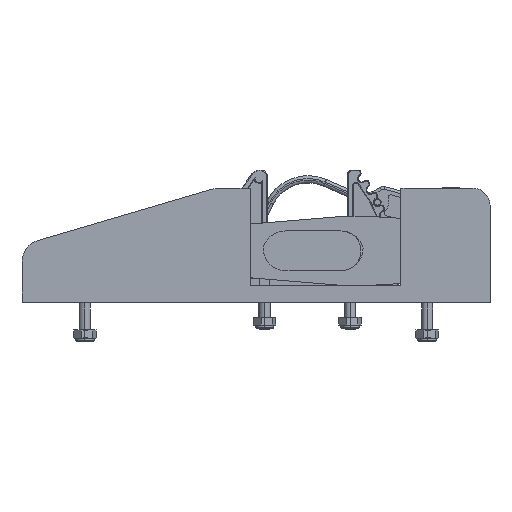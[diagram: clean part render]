
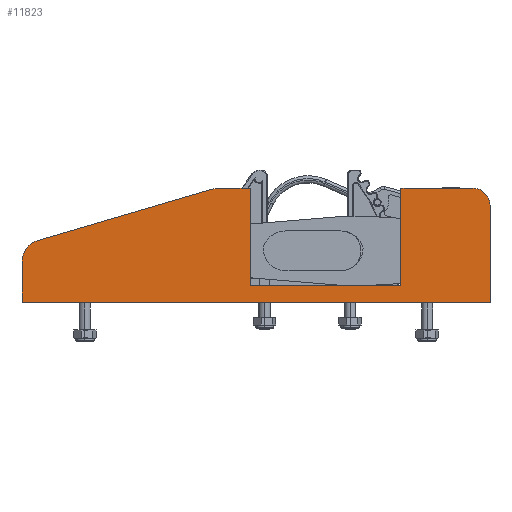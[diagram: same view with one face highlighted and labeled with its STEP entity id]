
A CAD part, front view. The second image highlights one B-rep face of the part: STEP entity #11823.
In plain terms, the highlighted face is planar.
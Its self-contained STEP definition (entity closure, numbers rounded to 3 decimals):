
#1443 = LINE ( 'NONE', #42315, #1446 ) ;
#1446 = VECTOR ( 'NONE', #42319, 39.37 ) ;
#1512 = LINE ( 'NONE', #42499, #1521 ) ;
#1521 = VECTOR ( 'NONE', #42501, 39.37 ) ;
#1577 = LINE ( 'NONE', #42953, #1580 ) ;
#1578 = VECTOR ( 'NONE', #42993, 39.37 ) ;
#1580 = VECTOR ( 'NONE', #42955, 39.37 ) ;
#1585 = LINE ( 'NONE', #42991, #1578 ) ;
#1605 = VECTOR ( 'NONE', #43050, 39.37 ) ;
#1607 = LINE ( 'NONE', #43048, #1605 ) ;
#1619 = LINE ( 'NONE', #43064, #1623 ) ;
#1622 = LINE ( 'NONE', #43079, #1625 ) ;
#1623 = VECTOR ( 'NONE', #43066, 39.37 ) ;
#1624 = CIRCLE ( 'NONE', #38676, 0.5 ) ;
#1625 = VECTOR ( 'NONE', #43080, 39.37 ) ;
#1626 = CIRCLE ( 'NONE', #38669, 0.375 ) ;
#1627 = LINE ( 'NONE', #43069, #1628 ) ;
#1628 = VECTOR ( 'NONE', #43071, 39.37 ) ;
#1629 = CIRCLE ( 'NONE', #38678, 0.5 ) ;
#1630 = LINE ( 'NONE', #43084, #1631 ) ;
#1631 = VECTOR ( 'NONE', #43086, 39.37 ) ;
#1759 = EDGE_LOOP ( 'NONE', ( #22469, #22470, #22471, #22472, #22473, #22474, #22475, #22476, #22477, #22478, #22479, #22480 ) ) ;
#7712 = VERTEX_POINT ( 'NONE', #39624 ) ;
#7713 = VERTEX_POINT ( 'NONE', #39625 ) ;
#11823 = ADVANCED_FACE ( 'NONE', ( #22884 ), #16835, .T. ) ;
#13064 = AXIS2_PLACEMENT_3D ( 'NONE', #16830, #16840, #16841 ) ;
#15549 = EDGE_CURVE ( 'NONE', #7712, #7713, #1443, .T. ) ;
#15596 = EDGE_CURVE ( 'NONE', #18853, #18932, #1512, .T. ) ;
#15632 = EDGE_CURVE ( 'NONE', #37278, #37311, #1577, .T. ) ;
#15640 = EDGE_CURVE ( 'NONE', #37311, #18932, #1585, .T. ) ;
#15652 = EDGE_CURVE ( 'NONE', #37400, #37342, #1607, .T. ) ;
#15653 = EDGE_CURVE ( 'NONE', #18853, #37376, #1624, .T. ) ;
#15654 = EDGE_CURVE ( 'NONE', #37402, #7713, #1626, .T. ) ;
#15655 = EDGE_CURVE ( 'NONE', #37402, #37380, #1619, .T. ) ;
#15656 = EDGE_CURVE ( 'NONE', #37278, #7712, #1627, .T. ) ;
#15657 = EDGE_CURVE ( 'NONE', #37406, #37342, #1629, .T. ) ;
#15658 = EDGE_CURVE ( 'NONE', #37406, #37376, #1622, .T. ) ;
#15659 = EDGE_CURVE ( 'NONE', #37380, #37400, #1630, .T. ) ;
#16830 = CARTESIAN_POINT ( 'NONE',  ( 5., -1.5, 0. ) ) ;
#16835 = PLANE ( 'NONE',  #13064 ) ;
#16840 = DIRECTION ( 'NONE',  ( 0., 0., -1. ) ) ;
#16841 = DIRECTION ( 'NONE',  ( -1., 0., 0. ) ) ;
#18853 = VERTEX_POINT ( 'NONE', #43577 ) ;
#18932 = VERTEX_POINT ( 'NONE', #43610 ) ;
#22469 = ORIENTED_EDGE ( 'NONE', *, *, #15655, .F. ) ;
#22470 = ORIENTED_EDGE ( 'NONE', *, *, #15654, .T. ) ;
#22471 = ORIENTED_EDGE ( 'NONE', *, *, #15549, .F. ) ;
#22472 = ORIENTED_EDGE ( 'NONE', *, *, #15656, .F. ) ;
#22473 = ORIENTED_EDGE ( 'NONE', *, *, #15632, .T. ) ;
#22474 = ORIENTED_EDGE ( 'NONE', *, *, #15640, .T. ) ;
#22475 = ORIENTED_EDGE ( 'NONE', *, *, #15596, .F. ) ;
#22476 = ORIENTED_EDGE ( 'NONE', *, *, #15653, .T. ) ;
#22477 = ORIENTED_EDGE ( 'NONE', *, *, #15658, .F. ) ;
#22478 = ORIENTED_EDGE ( 'NONE', *, *, #15657, .T. ) ;
#22479 = ORIENTED_EDGE ( 'NONE', *, *, #15652, .F. ) ;
#22480 = ORIENTED_EDGE ( 'NONE', *, *, #15659, .F. ) ;
#22884 = FACE_OUTER_BOUND ( 'NONE', #1759, .T. ) ;
#25467 = CARTESIAN_POINT ( 'NONE',  ( 3.05, 0.625, 0. ) ) ;
#25500 = CARTESIAN_POINT ( 'NONE',  ( -0.25, 0.625, 0. ) ) ;
#25531 = CARTESIAN_POINT ( 'NONE',  ( -5.25, 0.124, 0. ) ) ;
#25565 = CARTESIAN_POINT ( 'NONE',  ( -1.069, -1.48, 0. ) ) ;
#25569 = CARTESIAN_POINT ( 'NONE',  ( 5., 1., 0. ) ) ;
#25589 = CARTESIAN_POINT ( 'NONE',  ( -5.25, 1., 0. ) ) ;
#25591 = CARTESIAN_POINT ( 'NONE',  ( 5., -1.125, 0. ) ) ;
#25595 = CARTESIAN_POINT ( 'NONE',  ( -4.891, -0.356, 0. ) ) ;
#37278 = VERTEX_POINT ( 'NONE', #25467 ) ;
#37311 = VERTEX_POINT ( 'NONE', #25500 ) ;
#37342 = VERTEX_POINT ( 'NONE', #25531 ) ;
#37376 = VERTEX_POINT ( 'NONE', #25565 ) ;
#37380 = VERTEX_POINT ( 'NONE', #25569 ) ;
#37400 = VERTEX_POINT ( 'NONE', #25589 ) ;
#37402 = VERTEX_POINT ( 'NONE', #25591 ) ;
#37406 = VERTEX_POINT ( 'NONE', #25595 ) ;
#38669 = AXIS2_PLACEMENT_3D ( 'NONE', #43041, #43060, #43062 ) ;
#38676 = AXIS2_PLACEMENT_3D ( 'NONE', #43031, #43054, #43056 ) ;
#38678 = AXIS2_PLACEMENT_3D ( 'NONE', #43052, #43074, #43076 ) ;
#39624 = CARTESIAN_POINT ( 'NONE',  ( 3.05, -1.5, 0. ) ) ;
#39625 = CARTESIAN_POINT ( 'NONE',  ( 4.625, -1.5, 0. ) ) ;
#42315 = CARTESIAN_POINT ( 'NONE',  ( 5., -1.5, 0. ) ) ;
#42319 = DIRECTION ( 'NONE',  ( 1., 0., 0. ) ) ;
#42499 = CARTESIAN_POINT ( 'NONE',  ( 5., -1.5, 0. ) ) ;
#42501 = DIRECTION ( 'NONE',  ( 1., 0., 0. ) ) ;
#42953 = CARTESIAN_POINT ( 'NONE',  ( -0.25, 0.625, 0. ) ) ;
#42955 = DIRECTION ( 'NONE',  ( -1., 0., 0. ) ) ;
#42991 = CARTESIAN_POINT ( 'NONE',  ( -0.25, 6.616, 0. ) ) ;
#42993 = DIRECTION ( 'NONE',  ( 0., -1., 0. ) ) ;
#43031 = CARTESIAN_POINT ( 'NONE',  ( -0.928, -1., 0. ) ) ;
#43041 = CARTESIAN_POINT ( 'NONE',  ( 4.625, -1.125, 0. ) ) ;
#43048 = CARTESIAN_POINT ( 'NONE',  ( -5.25, 1., 0. ) ) ;
#43050 = DIRECTION ( 'NONE',  ( 0., -1., 0. ) ) ;
#43052 = CARTESIAN_POINT ( 'NONE',  ( -4.75, 0.124, 0. ) ) ;
#43054 = DIRECTION ( 'NONE',  ( 0., 0., -1. ) ) ;
#43056 = DIRECTION ( 'NONE',  ( -1., 0., 0. ) ) ;
#43060 = DIRECTION ( 'NONE',  ( 0., 0., -1. ) ) ;
#43062 = DIRECTION ( 'NONE',  ( -1., 0., 0. ) ) ;
#43064 = CARTESIAN_POINT ( 'NONE',  ( 5., 1., 0. ) ) ;
#43066 = DIRECTION ( 'NONE',  ( 0., 1., 0. ) ) ;
#43069 = CARTESIAN_POINT ( 'NONE',  ( 3.05, 6.616, 0. ) ) ;
#43071 = DIRECTION ( 'NONE',  ( 0., -1., 0. ) ) ;
#43074 = DIRECTION ( 'NONE',  ( 0., 0., -1. ) ) ;
#43076 = DIRECTION ( 'NONE',  ( -1., 0., 0. ) ) ;
#43079 = CARTESIAN_POINT ( 'NONE',  ( -1., -1.5, 0. ) ) ;
#43080 = DIRECTION ( 'NONE',  ( 0.959, -0.282, 0. ) ) ;
#43084 = CARTESIAN_POINT ( 'NONE',  ( 5., 1., 0. ) ) ;
#43086 = DIRECTION ( 'NONE',  ( -1., 0., 0. ) ) ;
#43577 = CARTESIAN_POINT ( 'NONE',  ( -0.928, -1.5, 0. ) ) ;
#43610 = CARTESIAN_POINT ( 'NONE',  ( -0.25, -1.5, 0. ) ) ;
